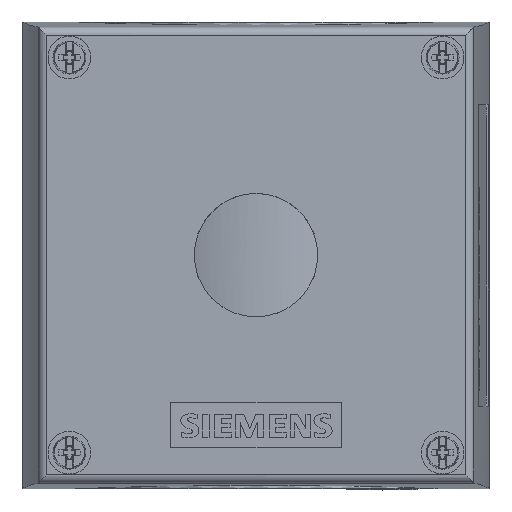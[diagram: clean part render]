
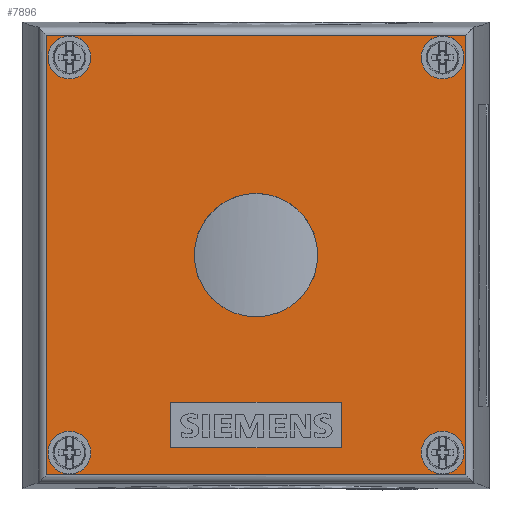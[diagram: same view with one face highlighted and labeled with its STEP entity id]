
A CAD part, top view. The second image highlights one B-rep face of the part: STEP entity #7896.
In plain terms, the highlighted planar face has unit normal (0, 0, 1).
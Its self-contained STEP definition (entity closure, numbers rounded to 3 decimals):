
#7896=ADVANCED_FACE('',(#20637,#20638,#20639,#20640,#20641,#20642,#20643),#20644,.T.);
#7916=VERTEX_POINT('',#20673);
#7924=VERTEX_POINT('',#20681);
#7928=EDGE_CURVE('',#7916,#7924,#20685,.T.);
#7932=VERTEX_POINT('',#20689);
#7940=VERTEX_POINT('',#20697);
#7944=EDGE_CURVE('',#7932,#7940,#20701,.T.);
#7948=VERTEX_POINT('',#20705);
#7956=VERTEX_POINT('',#20713);
#7960=EDGE_CURVE('',#7948,#7956,#20717,.T.);
#7964=VERTEX_POINT('',#20721);
#7972=VERTEX_POINT('',#20729);
#7976=EDGE_CURVE('',#7964,#7972,#20733,.T.);
#7980=VERTEX_POINT('',#20737);
#7988=VERTEX_POINT('',#20745);
#7992=EDGE_CURVE('',#7980,#7988,#20749,.T.);
#16396=VERTEX_POINT('',#29153);
#16400=VERTEX_POINT('',#29157);
#16402=EDGE_CURVE('',#16400,#16396,#29159,.T.);
#16406=VERTEX_POINT('',#29163);
#16408=EDGE_CURVE('',#16406,#16400,#29165,.T.);
#16412=VERTEX_POINT('',#29169);
#16414=EDGE_CURVE('',#16412,#16406,#29171,.T.);
#16418=EDGE_CURVE('',#16396,#16412,#29175,.T.);
#17372=EDGE_CURVE('',#7988,#7980,#30129,.T.);
#17376=EDGE_CURVE('',#7972,#7964,#30133,.T.);
#17380=EDGE_CURVE('',#7956,#7948,#30137,.T.);
#17384=EDGE_CURVE('',#7940,#7932,#30141,.T.);
#17388=EDGE_CURVE('',#7924,#7916,#30145,.T.);
#17400=VERTEX_POINT('',#30157);
#17404=VERTEX_POINT('',#30161);
#17406=EDGE_CURVE('',#17400,#17404,#30163,.T.);
#17412=VERTEX_POINT('',#30169);
#17414=EDGE_CURVE('',#17412,#17404,#30171,.T.);
#17418=VERTEX_POINT('',#30175);
#17420=EDGE_CURVE('',#17418,#17400,#30177,.T.);
#17422=EDGE_CURVE('',#17412,#17418,#30179,.T.);
#20637=FACE_OUTER_BOUND('',#34769,.T.);
#20638=FACE_BOUND('',#34770,.T.);
#20639=FACE_BOUND('',#34771,.T.);
#20640=FACE_BOUND('',#34772,.T.);
#20641=FACE_BOUND('',#34773,.T.);
#20642=FACE_BOUND('',#34774,.T.);
#20643=FACE_BOUND('',#34775,.T.);
#20644=PLANE('',#34776);
#20673=CARTESIAN_POINT('',(53.768,42.7,64.0));
#20681=CARTESIAN_POINT('',(31.268,42.7,64.0));
#20685=CIRCLE('',#34856,11.25);
#20689=CARTESIAN_POINT('',(12.418,6.7,64.0));
#20697=CARTESIAN_POINT('',(4.618,6.7,64.0));
#20701=CIRCLE('',#34878,3.9);
#20705=CARTESIAN_POINT('',(12.418,78.7,64.0));
#20713=CARTESIAN_POINT('',(4.618,78.7,64.0));
#20717=CIRCLE('',#34900,3.9);
#20721=CARTESIAN_POINT('',(80.418,6.7,64.0));
#20729=CARTESIAN_POINT('',(72.618,6.7,64.0));
#20733=CIRCLE('',#34922,3.9);
#20737=CARTESIAN_POINT('',(80.418,78.7,64.0));
#20745=CARTESIAN_POINT('',(72.618,78.7,64.0));
#20749=CIRCLE('',#34944,3.9);
#29153=CARTESIAN_POINT('',(58.068,7.55,64.0));
#29157=CARTESIAN_POINT('',(58.068,15.85,64.0));
#29159=LINE('',#49490,#49491);
#29163=CARTESIAN_POINT('',(26.968,15.85,64.0));
#29165=LINE('',#49500,#49501);
#29169=CARTESIAN_POINT('',(26.968,7.55,64.0));
#29171=LINE('',#49510,#49511);
#29175=LINE('',#49518,#49519);
#30129=CIRCLE('',#51016,3.9);
#30133=CIRCLE('',#51022,3.9);
#30137=CIRCLE('',#51028,3.9);
#30141=CIRCLE('',#51034,3.9);
#30145=CIRCLE('',#51040,11.25);
#30157=CARTESIAN_POINT('',(80.694,2.656,64.0));
#30161=CARTESIAN_POINT('',(4.341,2.656,64.0));
#30163=LINE('',#51067,#51068);
#30169=CARTESIAN_POINT('',(4.341,82.744,64.0));
#30171=LINE('',#51080,#51081);
#30175=CARTESIAN_POINT('',(80.694,82.744,64.0));
#30177=LINE('',#51089,#51090);
#30179=LINE('',#51093,#51094);
#34769=EDGE_LOOP('',(#60796,#60797,#60798,#60799));
#34770=EDGE_LOOP('',(#60800,#60801,#60802,#60803));
#34771=EDGE_LOOP('',(#60804,#60805));
#34772=EDGE_LOOP('',(#60806,#60807));
#34773=EDGE_LOOP('',(#60808,#60809));
#34774=EDGE_LOOP('',(#60810,#60811));
#34775=EDGE_LOOP('',(#60812,#60813));
#34776=AXIS2_PLACEMENT_3D('',#60814,#60815,#60816);
#34856=AXIS2_PLACEMENT_3D('',#60887,#60888,#60889);
#34878=AXIS2_PLACEMENT_3D('',#60895,#60896,#60897);
#34900=AXIS2_PLACEMENT_3D('',#60903,#60904,#60905);
#34922=AXIS2_PLACEMENT_3D('',#60911,#60912,#60913);
#34944=AXIS2_PLACEMENT_3D('',#60919,#60920,#60921);
#49490=CARTESIAN_POINT('',(58.068,46.375,64.0));
#49491=VECTOR('',#64069,1.0);
#49500=CARTESIAN_POINT('',(31.205,15.85,64.0));
#49501=VECTOR('',#64071,1.0);
#49510=CARTESIAN_POINT('',(26.968,50.525,64.0));
#49511=VECTOR('',#64073,1.0);
#49518=CARTESIAN_POINT('',(15.655,7.55,64.0));
#49519=VECTOR('',#64075,1.0);
#51016=AXIS2_PLACEMENT_3D('',#64484,#64485,#64486);
#51022=AXIS2_PLACEMENT_3D('',#64490,#64491,#64492);
#51028=AXIS2_PLACEMENT_3D('',#64496,#64497,#64498);
#51034=AXIS2_PLACEMENT_3D('',#64502,#64503,#64504);
#51040=AXIS2_PLACEMENT_3D('',#64508,#64509,#64510);
#51067=CARTESIAN_POINT('',(42.518,2.656,64.0));
#51068=VECTOR('',#64518,1.0);
#51080=CARTESIAN_POINT('',(4.341,85.2,64.0));
#51081=VECTOR('',#64523,1.0);
#51089=CARTESIAN_POINT('',(80.694,85.2,64.0));
#51090=VECTOR('',#64527,1.0);
#51093=CARTESIAN_POINT('',(42.518,82.744,64.0));
#51094=VECTOR('',#64528,1.0);
#60796=ORIENTED_EDGE('',*,*,#17420,.F.);
#60797=ORIENTED_EDGE('',*,*,#17422,.F.);
#60798=ORIENTED_EDGE('',*,*,#17414,.T.);
#60799=ORIENTED_EDGE('',*,*,#17406,.F.);
#60800=ORIENTED_EDGE('',*,*,#16402,.T.);
#60801=ORIENTED_EDGE('',*,*,#16418,.T.);
#60802=ORIENTED_EDGE('',*,*,#16414,.T.);
#60803=ORIENTED_EDGE('',*,*,#16408,.T.);
#60804=ORIENTED_EDGE('',*,*,#7992,.T.);
#60805=ORIENTED_EDGE('',*,*,#17372,.T.);
#60806=ORIENTED_EDGE('',*,*,#7976,.T.);
#60807=ORIENTED_EDGE('',*,*,#17376,.T.);
#60808=ORIENTED_EDGE('',*,*,#7960,.T.);
#60809=ORIENTED_EDGE('',*,*,#17380,.T.);
#60810=ORIENTED_EDGE('',*,*,#7944,.T.);
#60811=ORIENTED_EDGE('',*,*,#17384,.T.);
#60812=ORIENTED_EDGE('',*,*,#7928,.T.);
#60813=ORIENTED_EDGE('',*,*,#17388,.T.);
#60814=CARTESIAN_POINT('',(4.341,85.2,64.0));
#60815=DIRECTION('',(0.0,0.0,1.0));
#60816=DIRECTION('',(0.0,-1.0,0.0));
#60887=CARTESIAN_POINT('',(42.518,42.7,64.0));
#60888=DIRECTION('',(0.0,0.0,-1.0));
#60889=DIRECTION('',(1.0,0.0,0.0));
#60895=CARTESIAN_POINT('',(8.518,6.7,64.0));
#60896=DIRECTION('',(0.0,0.0,-1.0));
#60897=DIRECTION('',(1.0,0.0,0.0));
#60903=CARTESIAN_POINT('',(8.518,78.7,64.0));
#60904=DIRECTION('',(0.0,0.0,-1.0));
#60905=DIRECTION('',(1.0,0.0,0.0));
#60911=CARTESIAN_POINT('',(76.518,6.7,64.0));
#60912=DIRECTION('',(0.0,0.0,-1.0));
#60913=DIRECTION('',(1.0,0.0,0.0));
#60919=CARTESIAN_POINT('',(76.518,78.7,64.0));
#60920=DIRECTION('',(0.0,0.0,-1.0));
#60921=DIRECTION('',(1.0,0.0,0.0));
#64069=DIRECTION('',(0.0,-1.0,0.0));
#64071=DIRECTION('',(1.0,0.0,0.0));
#64073=DIRECTION('',(0.0,1.0,0.0));
#64075=DIRECTION('',(-1.0,-0.0,0.0));
#64484=CARTESIAN_POINT('',(76.518,78.7,64.0));
#64485=DIRECTION('',(0.0,0.0,-1.0));
#64486=DIRECTION('',(1.0,0.0,0.0));
#64490=CARTESIAN_POINT('',(76.518,6.7,64.0));
#64491=DIRECTION('',(0.0,0.0,-1.0));
#64492=DIRECTION('',(1.0,0.0,0.0));
#64496=CARTESIAN_POINT('',(8.518,78.7,64.0));
#64497=DIRECTION('',(0.0,0.0,-1.0));
#64498=DIRECTION('',(1.0,0.0,0.0));
#64502=CARTESIAN_POINT('',(8.518,6.7,64.0));
#64503=DIRECTION('',(0.0,0.0,-1.0));
#64504=DIRECTION('',(1.0,0.0,0.0));
#64508=CARTESIAN_POINT('',(42.518,42.7,64.0));
#64509=DIRECTION('',(0.0,0.0,-1.0));
#64510=DIRECTION('',(1.0,0.0,0.0));
#64518=DIRECTION('',(-1.0,0.0,0.0));
#64523=DIRECTION('',(0.0,-1.0,0.0));
#64527=DIRECTION('',(0.0,-1.0,0.0));
#64528=DIRECTION('',(1.0,0.0,0.0));
